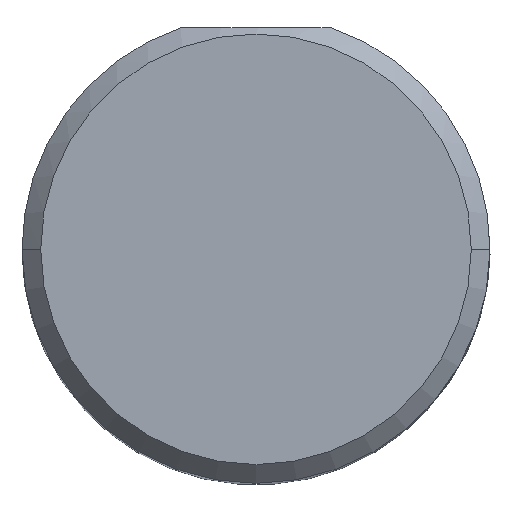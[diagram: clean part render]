
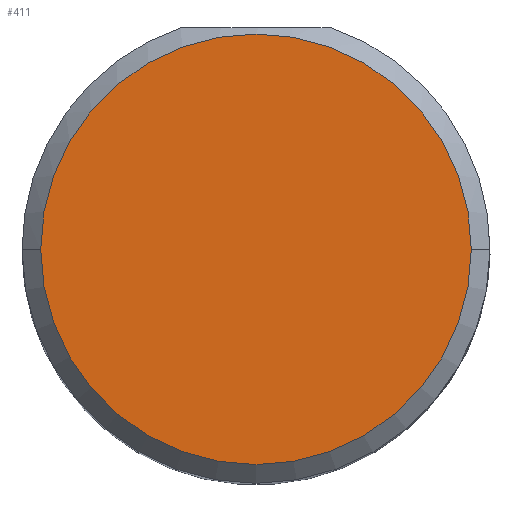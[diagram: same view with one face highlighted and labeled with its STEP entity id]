
A CAD part, top view. The second image highlights one B-rep face of the part: STEP entity #411.
In plain terms, the highlighted planar face has unit normal (0, 0, 1).
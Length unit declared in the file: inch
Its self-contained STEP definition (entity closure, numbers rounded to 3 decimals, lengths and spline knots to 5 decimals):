
#26 = AXIS2_PLACEMENT_3D ( 'NONE', #139, #458, #230 ) ;
#46 = CARTESIAN_POINT ( 'NONE',  ( 0.1725, 0., 2.5 ) ) ;
#47 = EDGE_CURVE ( 'NONE', #354, #427, #54, .T. ) ;
#54 = CIRCLE ( 'NONE', #26, 0.1725 ) ;
#138 = FACE_OUTER_BOUND ( 'NONE', #213, .T. ) ;
#139 = CARTESIAN_POINT ( 'NONE',  ( 0., 0., 2.5 ) ) ;
#213 = EDGE_LOOP ( 'NONE', ( #222, #239 ) ) ;
#222 = ORIENTED_EDGE ( 'NONE', *, *, #523, .T. ) ;
#223 = DIRECTION ( 'NONE',  ( 0., 0., 1. ) ) ;
#229 = PLANE ( 'NONE',  #508 ) ;
#230 = DIRECTION ( 'NONE',  ( 1., 0., 0. ) ) ;
#239 = ORIENTED_EDGE ( 'NONE', *, *, #47, .T. ) ;
#354 = VERTEX_POINT ( 'NONE', #46 ) ;
#370 = DIRECTION ( 'NONE',  ( 1., 0., 0. ) ) ;
#372 = DIRECTION ( 'NONE',  ( 0., 0., 1. ) ) ;
#411 = ADVANCED_FACE ( 'NONE', ( #138 ), #229, .T. ) ;
#415 = CIRCLE ( 'NONE', #487, 0.1725 ) ;
#417 = DIRECTION ( 'NONE',  ( 1., 0., 0. ) ) ;
#427 = VERTEX_POINT ( 'NONE', #456 ) ;
#456 = CARTESIAN_POINT ( 'NONE',  ( -0.1725, 0., 2.5 ) ) ;
#458 = DIRECTION ( 'NONE',  ( 0., 0., 1. ) ) ;
#482 = CARTESIAN_POINT ( 'NONE',  ( 0., 0., 2.5 ) ) ;
#487 = AXIS2_PLACEMENT_3D ( 'NONE', #482, #372, #370 ) ;
#494 = CARTESIAN_POINT ( 'NONE',  ( 0., 0., 2.5 ) ) ;
#508 = AXIS2_PLACEMENT_3D ( 'NONE', #494, #223, #417 ) ;
#523 = EDGE_CURVE ( 'NONE', #427, #354, #415, .T. ) ;
